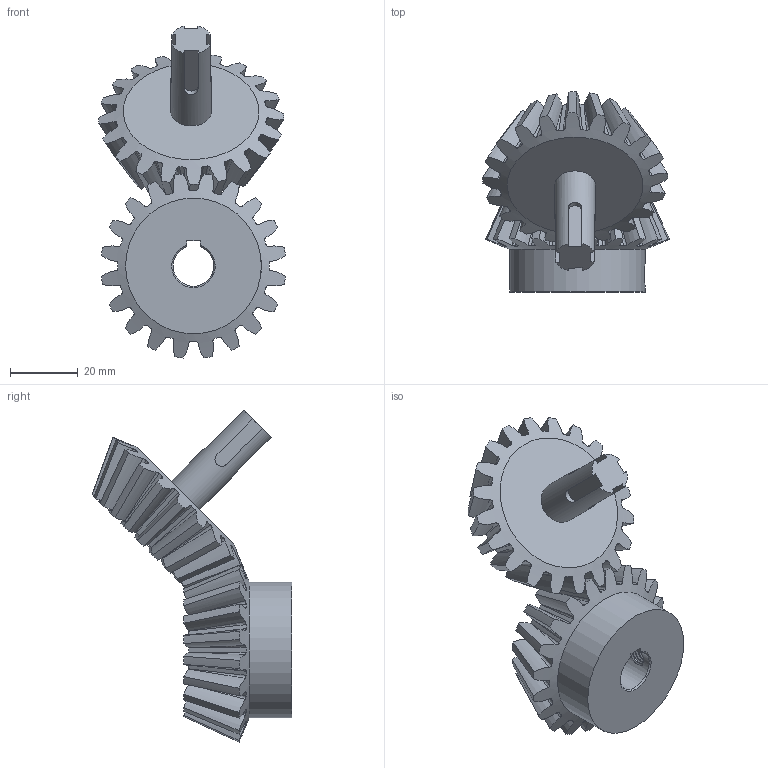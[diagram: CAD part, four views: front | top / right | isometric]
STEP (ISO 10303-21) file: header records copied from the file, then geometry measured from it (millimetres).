
FILE_DESCRIPTION(/* description */ (''),/* implementation_level */ '2;1');
FILE_NAME(/* name */ 'BevelGears 45 deg angle.step',/* time_stamp */ '2022-08-29T23:07:17+03:00',/* author */ (''),/* organization */ (''),/* preprocessor_version */ 'ST-DEVELOPER v19',/* originating_system */ 'Autodesk Translation Framework v11.7.0.108',/* authorisation */ '');
FILE_SCHEMA (('AUTOMOTIVE_DESIGN { 1 0 10303 214 3 1 1 }'));
Length unit declared in the file: millimetre
Products named in the file (2): Geartransmission 1:1 45 deg angle; 6529K61_Metal Miter Gear
Assembly tree (1 placements, depth 2):
  Geartransmission 1:1 45 deg angle
    6529K61_Metal Miter Gear
Bounding box: 55.12 x 58.92 x 97.85 mm (x, y, z)
Volume: 68210 mm3; surface area: 20290.2 mm2
Topology: 2 solids, 2 shells, 298 faces, 883 edges, 590 vertices
Faces by surface type: bspline 163, cone 87, cylinder 26, plane 22
Full cylindrical faces by diameter (mm): 5.035 x4, 6.147 x2, 7.4 x1, 12 x1, 40 x1
Entity records: 19297 total; most frequent: CARTESIAN_POINT 12504, ORIENTED_EDGE 1766, EDGE_CURVE 883, DIRECTION 860, VERTEX_POINT 590, B_SPLINE_CURVE_WITH_KNOTS 472, AXIS2_PLACEMENT_3D 315, EDGE_LOOP 303
